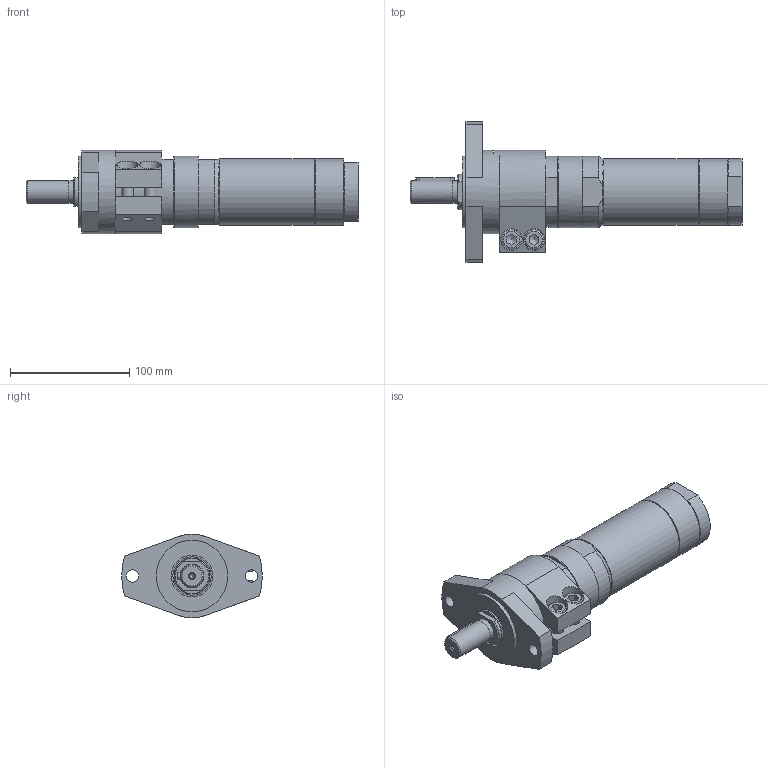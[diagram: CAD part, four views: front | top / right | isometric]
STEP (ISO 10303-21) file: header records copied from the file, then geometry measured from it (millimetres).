
FILE_DESCRIPTION(/* description */ (''),/* implementation_level */ '2;1');
FILE_NAME(/* name */ 'MRD 55-50 F100_60031917.stp',/* time_stamp */ '2018-11-22T13:35:56+01:00',/* author */ ('flambert'),/* organization */ (''),/* preprocessor_version */ 'ST-DEVELOPER v17',/* originating_system */ 'Autodesk Inventor 2018',/* authorisation */ '');
FILE_SCHEMA (('AUTOMOTIVE_DESIGN { 1 0 10303 214 3 1 1 }'));
Length unit declared in the file: millimetre
Products named in the file (1): MRD 55-50 F100_60031917
Bounding box: 278.7 x 118 x 70 mm (x, y, z)
Volume: 748925.7 mm3; surface area: 81579 mm2
Topology: 1 solids, 6 shells, 280 faces, 746 edges, 503 vertices
Faces by surface type: plane 164, cylinder 63, cone 37, torus 7, bspline 7, sphere 2
Full cylindrical faces by diameter (mm): 1.55 x2, 3.6 x1, 4 x2, 4.134 x1, 5 x1, 5.5 x1, 8.376 x2, 10 x2, 10.3 x2, 10.5 x2, 11.445 x1, 14.95 x1, 16 x2, 18 x2, 18.8 x1, 19 x1, 29.95 x1, 35 x1, 40 x1, 48.178 x2, 48.376 x2, 55.178 x1, 56 x2, 60 x2, 70 x1
Entity records: 9365 total; most frequent: CARTESIAN_POINT 1862, DIRECTION 1496, ORIENTED_EDGE 1484, EDGE_CURVE 742, AXIS2_PLACEMENT_3D 556, VERTEX_POINT 503, LINE 384, VECTOR 384
